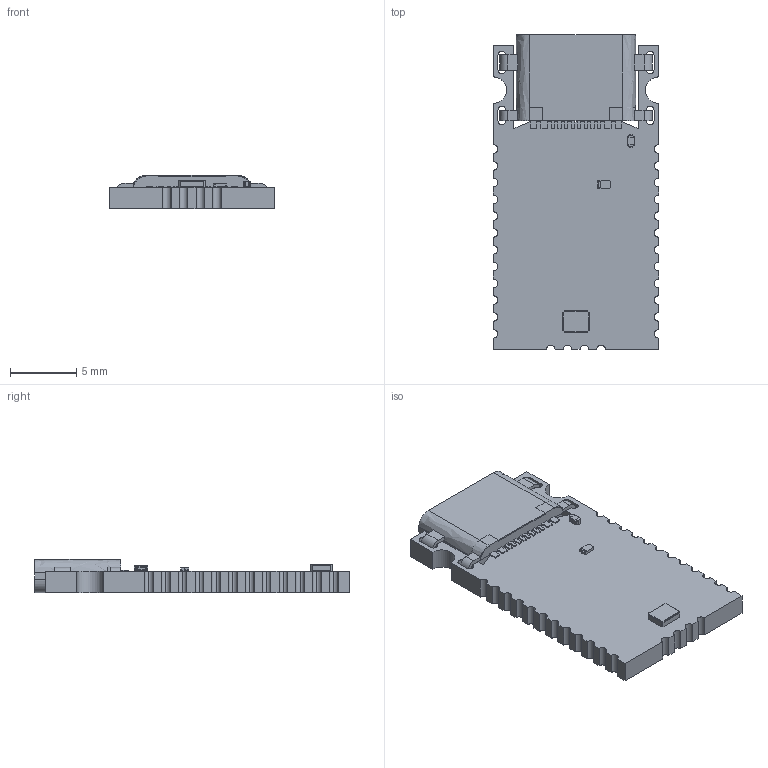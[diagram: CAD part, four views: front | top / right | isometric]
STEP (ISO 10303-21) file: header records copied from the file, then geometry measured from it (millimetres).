
FILE_DESCRIPTION(('KiCad electronic assembly'),'2;1');
FILE_NAME('epi.step','2022-11-04T00:49:24',('Pcbnew'),('Kicad'), 'Open CASCADE STEP processor 7.6','KiCad to STEP converter','Unknown' );
FILE_SCHEMA(('AUTOMOTIVE_DESIGN { 1 0 10303 214 1 1 1 1 }'));
Length unit declared in the file: millimetre
Products named in the file (10): epi 1; diode; COMPOUND; crystal; USB-C MC-314C-4P16; 1005_polyfuse; epi PCB
Assembly tree (9 placements, depth 3):
  epi 1
    diode
      COMPOUND
    crystal
      COMPOUND
    USB-C MC-314C-4P16
      COMPOUND
    1005_polyfuse
      COMPOUND
    epi PCB
Bounding box: 12.5 x 23.8 x 2.5 mm (x, y, z)
Volume: 416.5 mm3; surface area: 1092.6 mm2
Topology: 26 solids, 26 shells, 378 faces, 964 edges, 638 vertices
Faces by surface type: bspline 278, plane 50, cylinder 50
Entity records: 22292 total; most frequent: CARTESIAN_POINT 7340, B_SPLINE_CURVE_WITH_KNOTS 1958, ORIENTED_EDGE 1928, PCURVE 1928, DEFINITIONAL_REPRESENTATION 1928, DIRECTION 1098, EDGE_CURVE 964, SURFACE_CURVE 964
